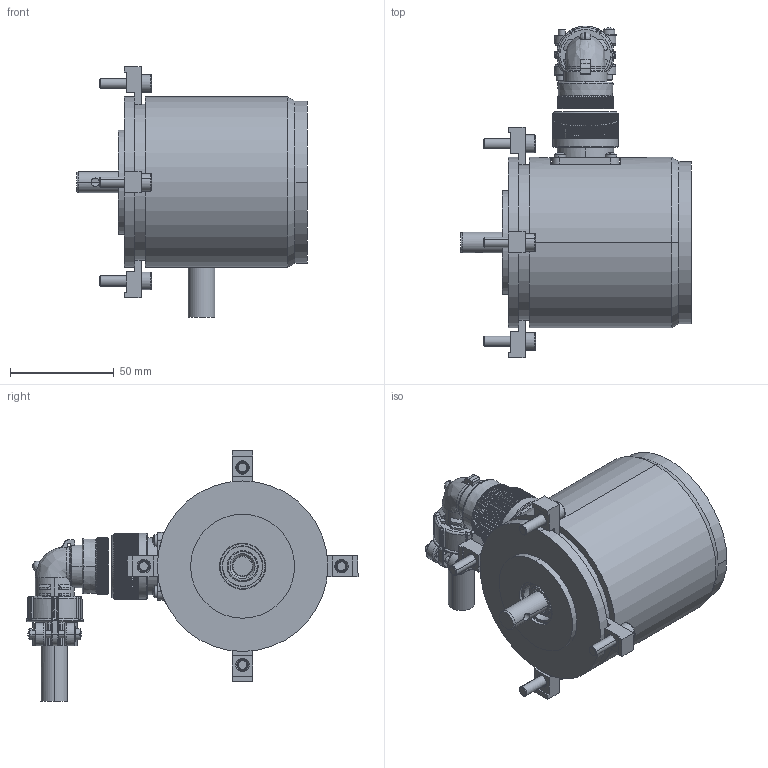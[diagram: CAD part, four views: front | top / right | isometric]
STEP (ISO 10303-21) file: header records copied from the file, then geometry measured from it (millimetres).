
FILE_DESCRIPTION (( 'STEP AP214' ), '1' );
FILE_NAME ('IPS-650-_-.STEP', '2012-08-14T12:39:07', ( 'dummy' ), ( '' ), 'SwSTEP 2.0', 'SolidWorks 2011', '' );
FILE_SCHEMA (( 'AUTOMOTIVE_DESIGN' ));
Length unit declared in the file: millimetre
Products named in the file (1): IPS-650-_-
Bounding box: 111.05 x 159.66 x 120.4 mm (x, y, z)
Surface area: 55628.9 mm2 (no closed solid volume)
Topology: 0 solids, 24 shells, 970 faces, 3587 edges, 2426 vertices
Faces by surface type: plane 477, cylinder 287, bspline 100, cone 76, torus 22, sphere 8
Entity records: 54491 total; most frequent: CARTESIAN_POINT 16080, ORIENTED_EDGE 5827, DIRECTION 5159, EDGE_CURVE 3575, VERTEX_POINT 2426, AXIS2_PLACEMENT_3D 1857, LINE 1445, VECTOR 1445
